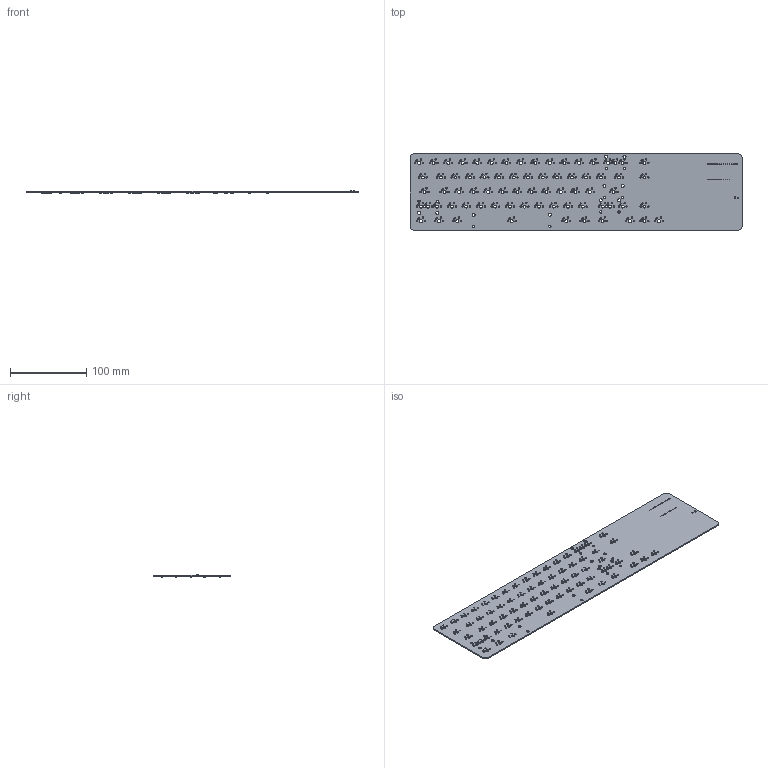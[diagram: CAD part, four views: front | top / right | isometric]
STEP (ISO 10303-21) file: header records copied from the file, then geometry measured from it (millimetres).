
FILE_DESCRIPTION(('KiCad electronic assembly'),'2;1');
FILE_NAME('Snacks65.step','2021-07-23T23:56:08',('An Author'),( 'A Company'),'Open CASCADE STEP processor 6.9', 'KiCad to STEP converter','Unknown');
FILE_SCHEMA(('AUTOMOTIVE_DESIGN { 1 0 10303 214 1 1 1 1 }'));
Length unit declared in the file: millimetre
Products named in the file (6): Open CASCADE STEP translator 6.9 1; SOT-23; SOLID; R_0805_2012Metric; COMPOUND
Assembly tree (42 placements, depth 3):
  Open CASCADE STEP translator 6.9 1
    SOT-23  x37
      SOLID
    R_0805_2012Metric  x2
      SOLID
    COMPOUND
Bounding box: 434.98 x 100.01 x 3.35 mm (x, y, z)
Volume: 66729.5 mm3; surface area: 90530.6 mm2
Topology: 40 solids, 40 shells, 3575 faces, 8923 edges, 5426 vertices
Faces by surface type: plane 1411, cylinder 1165, bspline 999
Full cylindrical faces by diameter (mm): 0.8 x28, 1.47 x144, 1.75 x135, 3.048 x10, 3.988 x82
Entity records: 61311 total; most frequent: CARTESIAN_POINT 10135, DIRECTION 9826, ORIENTED_EDGE 4750, PCURVE 4750, DEFINITIONAL_REPRESENTATION 4750, LINE 3838, VECTOR 3838, CIRCLE 2880
